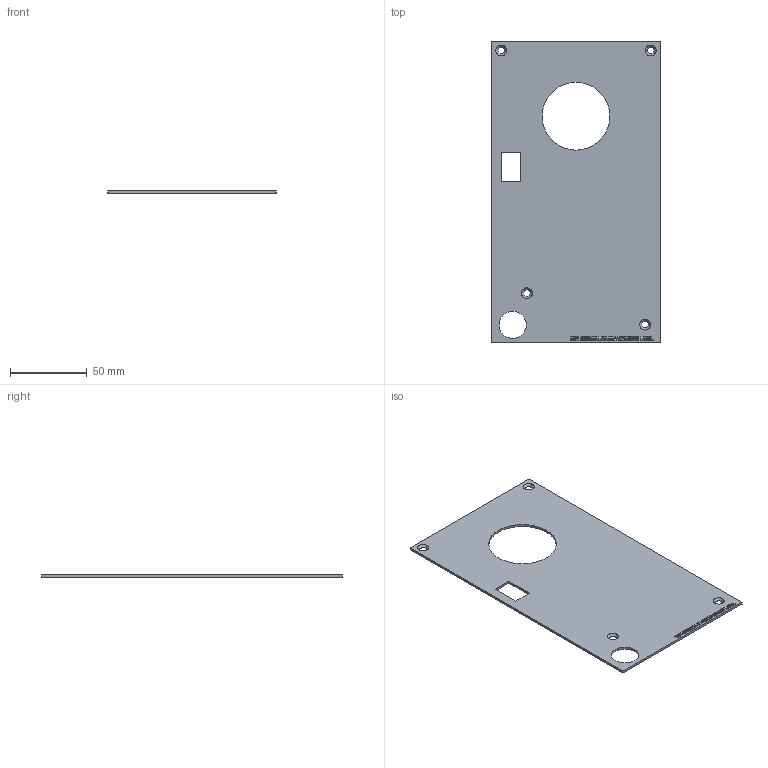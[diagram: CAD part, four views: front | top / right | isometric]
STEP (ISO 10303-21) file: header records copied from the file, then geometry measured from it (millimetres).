
FILE_DESCRIPTION (( 'STEP AP214' ), '1' );
FILE_NAME ('PB1OSES.STEP', '2021-05-25T08:24:50', ( '' ), ( '' ), 'SwSTEP 2.0', 'SolidWorks 2017', '' );
FILE_SCHEMA (( 'AUTOMOTIVE_DESIGN' ));
Length unit declared in the file: inch
Products named in the file (1): PB1OSES
Bounding box: 109.73 x 196.6 x 1.65 mm (x, y, z)
Volume: 29635.9 mm3; surface area: 40387.3 mm2
Topology: 1 solids, 1 shells, 387 faces, 1035 edges, 690 vertices
Faces by surface type: plane 277, bspline 94, cone 8, cylinder 8
Entity records: 21687 total; most frequent: CARTESIAN_POINT 7999, ORIENTED_EDGE 2070, DIRECTION 1467, EDGE_CURVE 1035, VECTOR 815, LINE 815, VERTEX_POINT 690, EDGE_LOOP 441
